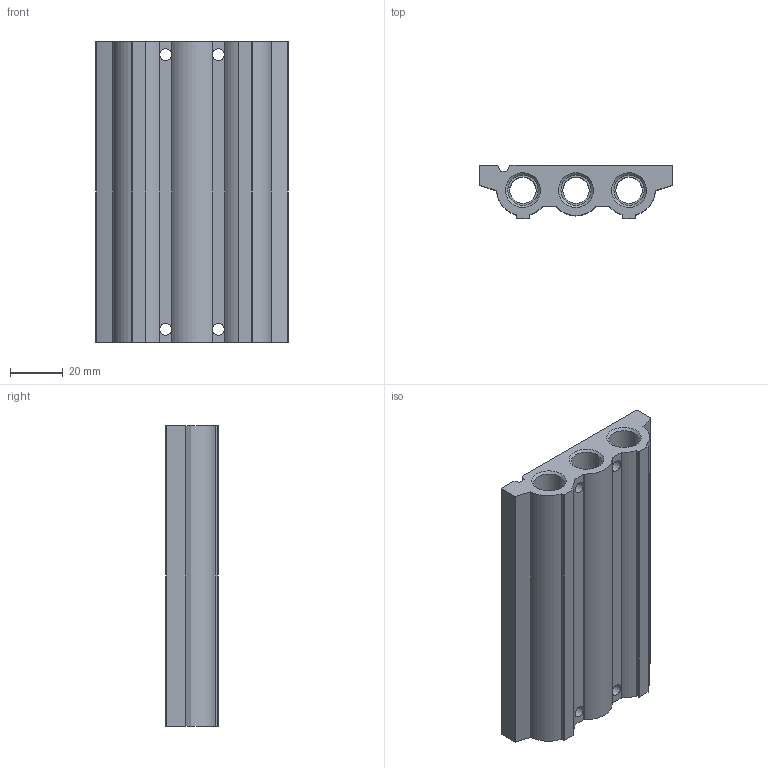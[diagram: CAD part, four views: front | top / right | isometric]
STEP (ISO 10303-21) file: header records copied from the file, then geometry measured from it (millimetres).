
FILE_DESCRIPTION(/* description */ ('STEP AP214'),/* implementation_level */ '2;1');
FILE_NAME(/* name */ '566622_VABM-L1-14S-G14-6',/* time_stamp */ '2024-09-11T08:27:32+02:00',/* author */ ('License CC BY-ND 4.0'),/* organization */ ('CADENAS'),/* preprocessor_version */ 'ST-DEVELOPER v19.3',/* originating_system */ 'PARTsolutions',/* authorisation */ ' ');
FILE_SCHEMA (('AUTOMOTIVE_DESIGN {1 0 10303 214 3 1 1}'));
Length unit declared in the file: millimetre
Products named in the file (2): 566622 VABM-L1-14S-G14-6; 566622 VABM-L1-14S-G14-6---(L1-P)
Assembly tree (1 placements, depth 2):
  566622 VABM-L1-14S-G14-6
    566622 VABM-L1-14S-G14-6---(L1-P)
Bounding box: 72.9 x 20 x 114 mm (x, y, z)
Volume: 96358 mm3; surface area: 36947 mm2
Topology: 1 solids, 1 shells, 217 faces, 630 edges, 415 vertices
Faces by surface type: cylinder 92, plane 83, cone 42
Full cylindrical faces by diameter (mm): 2.013 x12, 4.5 x4, 6 x18, 10 x3, 11.445 x6, 13.157 x6
Entity records: 6553 total; most frequent: CARTESIAN_POINT 1389, DIRECTION 1062, ORIENTED_EDGE 916, EDGE_CURVE 458, AXIS2_PLACEMENT_3D 415, FACE_BOUND 388, VERTEX_POINT 364, EDGE_LOOP 364
